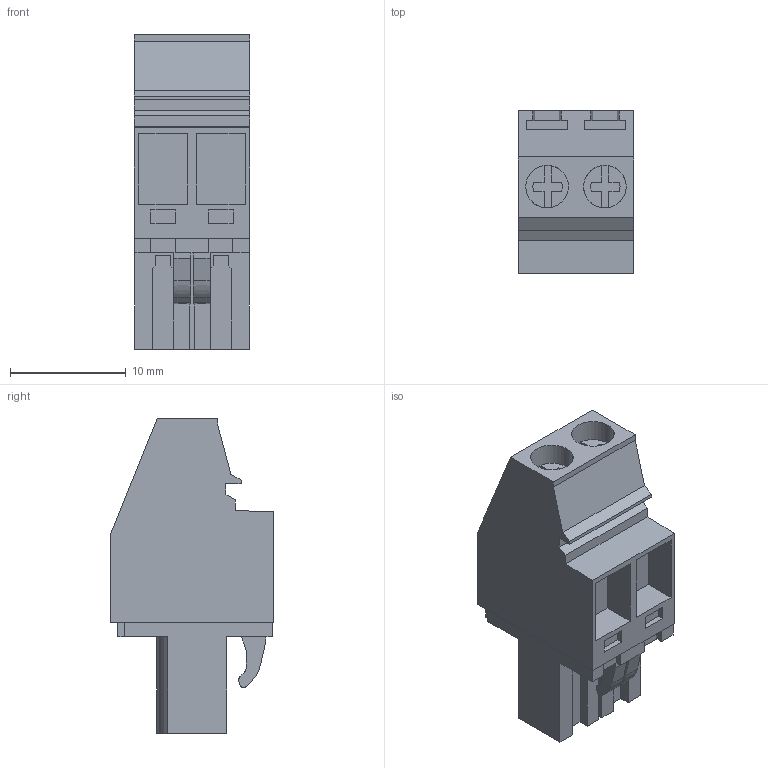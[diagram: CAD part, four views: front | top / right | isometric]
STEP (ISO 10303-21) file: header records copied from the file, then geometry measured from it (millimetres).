
FILE_DESCRIPTION(('CATIA V5 STEP Exchange','CAx-IF Rec.Pracs.--- Model Styling and Organization---1.2---2011-12-15'),'2;1');
FILE_NAME ('D1460460_0_1958870000_1958870000.stp','2017-09-20T15:31:27+00:00',('none'),('Weidmueller'),'CATIA Version 5-6 Release 2014','CATIA V5 STEP AP214','none');
FILE_SCHEMA(('AUTOMOTIVE_DESIGN { 1 0 10303 214 1 1 1 1 }'));
Length unit declared in the file: millimetre
Products named in the file (1): 1958870000
Bounding box: 10 x 14.05 x 27.2 mm (x, y, z)
Volume: 2296.9 mm3; surface area: 1801.3 mm2
Topology: 3 solids, 3 shells, 170 faces, 464 edges, 309 vertices
Faces by surface type: plane 144, cylinder 16, extrusion 10
Entity records: 5303 total; most frequent: CARTESIAN_POINT 1116, ORIENTED_EDGE 928, DIRECTION 718, EDGE_CURVE 464, VECTOR 406, LINE 396, VERTEX_POINT 309, EDGE_LOOP 179
